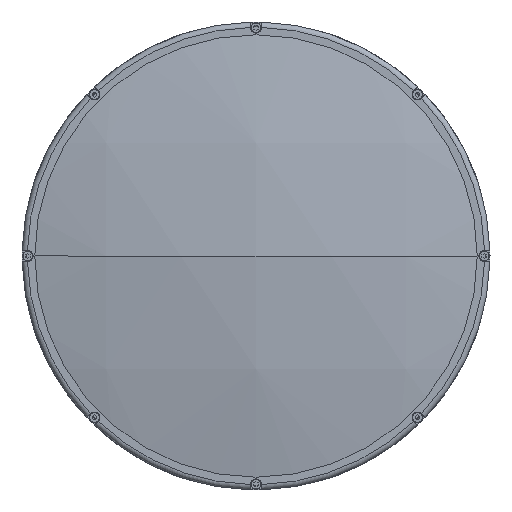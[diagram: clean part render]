
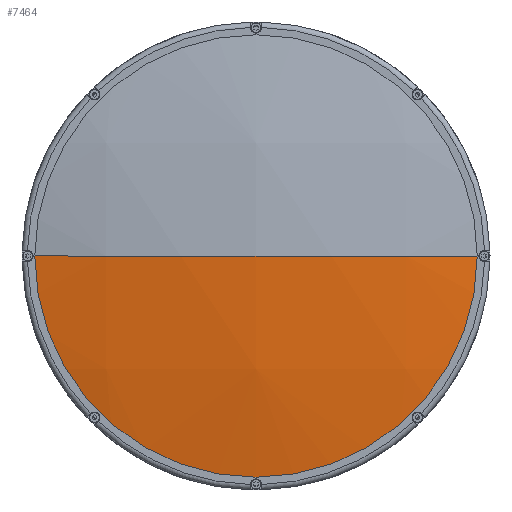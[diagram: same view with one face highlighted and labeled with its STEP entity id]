
A CAD part, left-side view. The second image highlights one B-rep face of the part: STEP entity #7464.
In plain terms, the highlighted spherical face has radius 606 mm.
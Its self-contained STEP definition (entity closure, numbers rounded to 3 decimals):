
#13 = EDGE_CURVE ( 'NONE', #8820, #7386, #9912, .T. ) ;
#152 = DIRECTION ( 'NONE',  ( 0., 1., 0. ) ) ;
#341 = DIRECTION ( 'NONE',  ( 0., -1., 0. ) ) ;
#389 = DIRECTION ( 'NONE',  ( 0., 1., 0. ) ) ;
#687 = DIRECTION ( 'NONE',  ( 0., 0., 1. ) ) ;
#720 = CARTESIAN_POINT ( 'NONE',  ( 45.627, 0., 0. ) ) ;
#737 = AXIS2_PLACEMENT_3D ( 'NONE', #3807, #9624, #4645 ) ;
#844 = VERTEX_POINT ( 'NONE', #3907 ) ;
#1119 = EDGE_LOOP ( 'NONE', ( #5581, #6970, #8443 ) ) ;
#1312 = AXIS2_PLACEMENT_3D ( 'NONE', #10257, #5318, #389 ) ;
#1496 = AXIS2_PLACEMENT_3D ( 'NONE', #1771, #5080, #152 ) ;
#1771 = CARTESIAN_POINT ( 'NONE',  ( 45.627, 0., 0. ) ) ;
#1800 = CIRCLE ( 'NONE', #1312, 606. ) ;
#2483 = CARTESIAN_POINT ( 'NONE',  ( -560.373, 0., 0. ) ) ;
#3370 = SPHERICAL_SURFACE ( 'NONE', #1496, 606. ) ;
#3807 = CARTESIAN_POINT ( 'NONE',  ( -547.362, 0., 0. ) ) ;
#3907 = CARTESIAN_POINT ( 'NONE',  ( -547.362, -124.9, 0. ) ) ;
#4645 = DIRECTION ( 'NONE',  ( 0., 0., 1. ) ) ;
#5080 = DIRECTION ( 'NONE',  ( 0., 0., -1. ) ) ;
#5318 = DIRECTION ( 'NONE',  ( 0., 0., -1. ) ) ;
#5581 = ORIENTED_EDGE ( 'NONE', *, *, #8330, .T. ) ;
#6322 = AXIS2_PLACEMENT_3D ( 'NONE', #720, #687, #341 ) ;
#6970 = ORIENTED_EDGE ( 'NONE', *, *, #9570, .T. ) ;
#7386 = VERTEX_POINT ( 'NONE', #2483 ) ;
#7464 = ADVANCED_FACE ( 'NONE', ( #10496 ), #3370, .T. ) ;
#7907 = CIRCLE ( 'NONE', #737, 124.9 ) ;
#8330 = EDGE_CURVE ( 'NONE', #8820, #844, #7907, .T. ) ;
#8443 = ORIENTED_EDGE ( 'NONE', *, *, #13, .F. ) ;
#8820 = VERTEX_POINT ( 'NONE', #8960 ) ;
#8960 = CARTESIAN_POINT ( 'NONE',  ( -547.362, 124.9, 0. ) ) ;
#9570 = EDGE_CURVE ( 'NONE', #844, #7386, #1800, .T. ) ;
#9624 = DIRECTION ( 'NONE',  ( -1., 0., 0. ) ) ;
#9912 = CIRCLE ( 'NONE', #6322, 606. ) ;
#10257 = CARTESIAN_POINT ( 'NONE',  ( 45.627, 0., 0. ) ) ;
#10496 = FACE_OUTER_BOUND ( 'NONE', #1119, .T. ) ;
